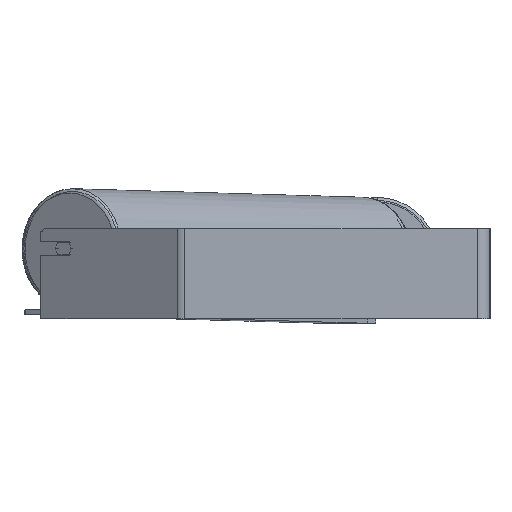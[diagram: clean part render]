
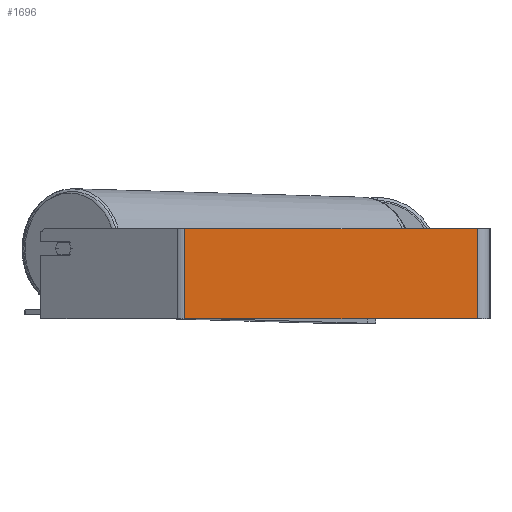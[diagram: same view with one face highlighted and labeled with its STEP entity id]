
A CAD part, left-side view. The second image highlights one B-rep face of the part: STEP entity #1696.
In plain terms, the highlighted planar face has unit normal (-1, 0, 0).
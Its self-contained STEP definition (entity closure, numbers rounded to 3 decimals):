
#246 = ORIENTED_EDGE ( 'NONE', *, *, #6345, .F. ) ;
#389 = DIRECTION ( 'NONE',  ( 1., 0., 0. ) ) ;
#430 = AXIS2_PLACEMENT_3D ( 'NONE', #6885, #389, #5496 ) ;
#661 = VERTEX_POINT ( 'NONE', #5014 ) ;
#979 = EDGE_LOOP ( 'NONE', ( #5913, #246, #6467, #6700 ) ) ;
#1467 = EDGE_CURVE ( 'NONE', #8527, #2316, #8657, .T. ) ;
#1696 = ADVANCED_FACE ( 'NONE', ( #8369 ), #8282, .F. ) ;
#2039 = DIRECTION ( 'NONE',  ( 0., -1., 0. ) ) ;
#2071 = LINE ( 'NONE', #4277, #4139 ) ;
#2316 = VERTEX_POINT ( 'NONE', #7352 ) ;
#2539 = VECTOR ( 'NONE', #2039, 1000. ) ;
#2706 = DIRECTION ( 'NONE',  ( 0., -1., 0. ) ) ;
#2752 = VERTEX_POINT ( 'NONE', #8805 ) ;
#3182 = VECTOR ( 'NONE', #7975, 1000. ) ;
#3331 = EDGE_CURVE ( 'NONE', #8527, #661, #5063, .T. ) ;
#3412 = LINE ( 'NONE', #9209, #4598 ) ;
#4084 = CARTESIAN_POINT ( 'NONE',  ( -900., 338.706, 50. ) ) ;
#4139 = VECTOR ( 'NONE', #7165, 1000. ) ;
#4277 = CARTESIAN_POINT ( 'NONE',  ( -900., 14., 50. ) ) ;
#4598 = VECTOR ( 'NONE', #2706, 1000. ) ;
#5014 = CARTESIAN_POINT ( 'NONE',  ( -900., 338.706, -50. ) ) ;
#5063 = LINE ( 'NONE', #8536, #3182 ) ;
#5089 = CARTESIAN_POINT ( 'NONE',  ( -900., 343.121, 50. ) ) ;
#5496 = DIRECTION ( 'NONE',  ( 0., 0., -1. ) ) ;
#5913 = ORIENTED_EDGE ( 'NONE', *, *, #5992, .T. ) ;
#5992 = EDGE_CURVE ( 'NONE', #661, #2752, #3412, .T. ) ;
#6345 = EDGE_CURVE ( 'NONE', #2316, #2752, #2071, .T. ) ;
#6467 = ORIENTED_EDGE ( 'NONE', *, *, #1467, .F. ) ;
#6700 = ORIENTED_EDGE ( 'NONE', *, *, #3331, .T. ) ;
#6885 = CARTESIAN_POINT ( 'NONE',  ( -900., 343.121, 50. ) ) ;
#7165 = DIRECTION ( 'NONE',  ( 0., 0., -1. ) ) ;
#7352 = CARTESIAN_POINT ( 'NONE',  ( -900., 14., 50. ) ) ;
#7975 = DIRECTION ( 'NONE',  ( 0., 0., -1. ) ) ;
#8282 = PLANE ( 'NONE',  #430 ) ;
#8369 = FACE_OUTER_BOUND ( 'NONE', #979, .T. ) ;
#8527 = VERTEX_POINT ( 'NONE', #4084 ) ;
#8536 = CARTESIAN_POINT ( 'NONE',  ( -900., 338.706, 50. ) ) ;
#8657 = LINE ( 'NONE', #5089, #2539 ) ;
#8805 = CARTESIAN_POINT ( 'NONE',  ( -900., 14., -50. ) ) ;
#9209 = CARTESIAN_POINT ( 'NONE',  ( -900., 343.121, -50. ) ) ;
